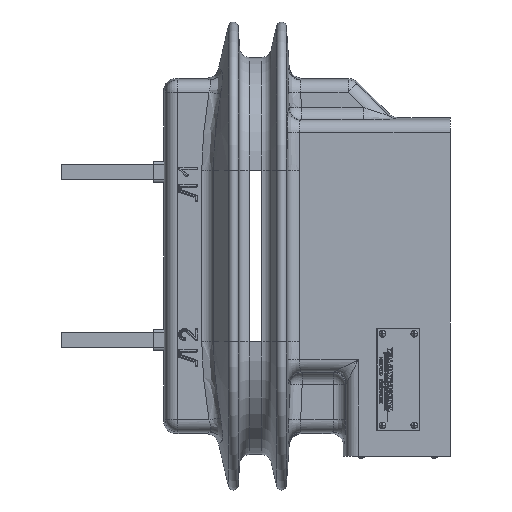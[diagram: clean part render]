
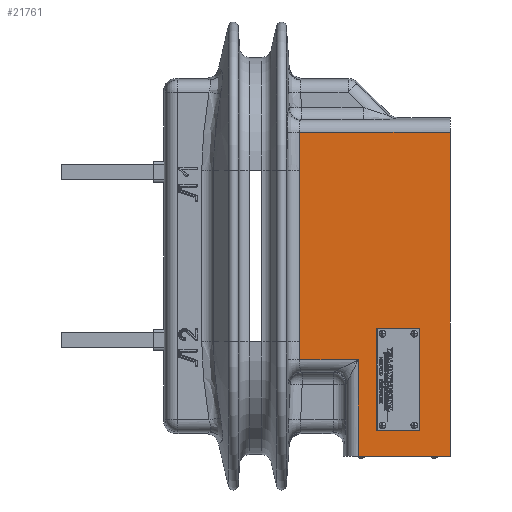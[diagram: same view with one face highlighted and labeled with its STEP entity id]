
A CAD part, left-side view. The second image highlights one B-rep face of the part: STEP entity #21761.
In plain terms, the highlighted planar face has unit normal (-1, 0, 0).
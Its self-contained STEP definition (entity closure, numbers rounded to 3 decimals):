
#1510 = CARTESIAN_POINT ( 'NONE',  ( -92.5, 70.258, -84.814 ) ) ;
#1511 = CARTESIAN_POINT ( 'NONE',  ( -92.5, 70.258, -164.011 ) ) ;
#1843 = CARTESIAN_POINT ( 'NONE',  ( -92.5, -5., -164.011 ) ) ;
#1844 = CARTESIAN_POINT ( 'NONE',  ( -92.5, 118.136, -84.814 ) ) ;
#1845 = CARTESIAN_POINT ( 'NONE',  ( -92.5, 55., -143.12 ) ) ;
#1846 = CARTESIAN_POINT ( 'NONE',  ( -92.5, 20., -143.12 ) ) ;
#1849 = CARTESIAN_POINT ( 'NONE',  ( -92.5, 55., -59.12 ) ) ;
#1851 = CARTESIAN_POINT ( 'NONE',  ( -92.5, 20., -59.12 ) ) ;
#2109 = CARTESIAN_POINT ( 'NONE',  ( -92.5, 118.385, 101.138 ) ) ;
#2110 = CARTESIAN_POINT ( 'NONE',  ( -92.5, -5., 101.138 ) ) ;
#3850 = VERTEX_POINT ( 'NONE', #33454 ) ;
#4616 = VERTEX_POINT ( 'NONE', #34378 ) ;
#11836 = LINE ( 'NONE', #13414, #11837 ) ;
#11837 = VECTOR ( 'NONE', #13416, 1000. ) ;
#12858 = ORIENTED_EDGE ( 'NONE', *, *, #20690, .T. ) ;
#12859 = ORIENTED_EDGE ( 'NONE', *, *, #20807, .T. ) ;
#12860 = ORIENTED_EDGE ( 'NONE', *, *, #20538, .F. ) ;
#12861 = ORIENTED_EDGE ( 'NONE', *, *, #20448, .F. ) ;
#12866 = ORIENTED_EDGE ( 'NONE', *, *, #24570, .T. ) ;
#12867 = ORIENTED_EDGE ( 'NONE', *, *, #20848, .T. ) ;
#12868 = ORIENTED_EDGE ( 'NONE', *, *, #20790, .F. ) ;
#12875 = ORIENTED_EDGE ( 'NONE', *, *, #20851, .F. ) ;
#12876 = ORIENTED_EDGE ( 'NONE', *, *, #20726, .F. ) ;
#12877 = ORIENTED_EDGE ( 'NONE', *, *, #20850, .F. ) ;
#13414 = CARTESIAN_POINT ( 'NONE',  ( -92.5, 70.258, 150. ) ) ;
#13416 = DIRECTION ( 'NONE',  ( 0., 0., -1. ) ) ;
#15545 = ORIENTED_EDGE ( 'NONE', *, *, #20791, .T. ) ;
#20422 = ORIENTED_EDGE ( 'NONE', *, *, #20722, .T. ) ;
#20448 = EDGE_CURVE ( 'NONE', #22764, #22429, #26998, .T. ) ;
#20538 = EDGE_CURVE ( 'NONE', #23031, #22764, #27138, .T. ) ;
#20690 = EDGE_CURVE ( 'NONE', #23030, #3850, #31851, .T. ) ;
#20722 = EDGE_CURVE ( 'NONE', #4616, #22765, #31860, .T. ) ;
#20726 = EDGE_CURVE ( 'NONE', #22772, #22770, #35550, .T. ) ;
#20790 = EDGE_CURVE ( 'NONE', #22770, #22766, #35603, .T. ) ;
#20791 = EDGE_CURVE ( 'NONE', #3850, #4616, #35605, .T. ) ;
#20807 = EDGE_CURVE ( 'NONE', #23031, #23030, #35627, .T. ) ;
#20848 = EDGE_CURVE ( 'NONE', #22765, #22428, #35675, .T. ) ;
#20850 = EDGE_CURVE ( 'NONE', #22767, #22772, #35682, .T. ) ;
#20851 = EDGE_CURVE ( 'NONE', #22766, #22767, #35687, .T. ) ;
#21761 = ADVANCED_FACE ( 'NONE', ( #41987, #41990 ), #46069, .F. ) ;
#22428 = VERTEX_POINT ( 'NONE', #1510 ) ;
#22429 = VERTEX_POINT ( 'NONE', #1511 ) ;
#22764 = VERTEX_POINT ( 'NONE', #1843 ) ;
#22765 = VERTEX_POINT ( 'NONE', #1844 ) ;
#22766 = VERTEX_POINT ( 'NONE', #1845 ) ;
#22767 = VERTEX_POINT ( 'NONE', #1846 ) ;
#22770 = VERTEX_POINT ( 'NONE', #1849 ) ;
#22772 = VERTEX_POINT ( 'NONE', #1851 ) ;
#23030 = VERTEX_POINT ( 'NONE', #2109 ) ;
#23031 = VERTEX_POINT ( 'NONE', #2110 ) ;
#24570 = EDGE_CURVE ( 'NONE', #22428, #22429, #11836, .T. ) ;
#26986 = VECTOR ( 'NONE', #34591, 1000. ) ;
#26998 = LINE ( 'NONE', #34584, #26986 ) ;
#27137 = VECTOR ( 'NONE', #34826, 1000. ) ;
#27138 = LINE ( 'NONE', #34825, #27137 ) ;
#31851 = B_SPLINE_CURVE_WITH_KNOTS ( 'NONE', 3,
 ( #35378, #35385, #35386, #35387 ),
 .UNSPECIFIED., .F., .F.,
 ( 4, 4 ),
 ( 0., 0.031 ),
 .UNSPECIFIED. ) ;
#31860 = B_SPLINE_CURVE_WITH_KNOTS ( 'NONE', 3,
 ( #36628, #36632, #36633, #36634 ),
 .UNSPECIFIED., .F., .F.,
 ( 4, 4 ),
 ( 0., 0.015 ),
 .UNSPECIFIED. ) ;
#33454 = CARTESIAN_POINT ( 'NONE',  ( -92.5, 118.061, 70. ) ) ;
#33964 = EDGE_LOOP ( 'NONE', ( #12867, #12866, #12861, #12860, #12859, #12858, #15545, #20422 ) ) ;
#34378 = CARTESIAN_POINT ( 'NONE',  ( -92.5, 118.061, -70. ) ) ;
#34584 = CARTESIAN_POINT ( 'NONE',  ( -92.5, 80., -164.011 ) ) ;
#34591 = DIRECTION ( 'NONE',  ( 0., 1., 0. ) ) ;
#34825 = CARTESIAN_POINT ( 'NONE',  ( -92.5, -5., 150. ) ) ;
#34826 = DIRECTION ( 'NONE',  ( 0., 0., -1. ) ) ;
#35378 = CARTESIAN_POINT ( 'NONE',  ( -92.5, 118.385, 101.138 ) ) ;
#35385 = CARTESIAN_POINT ( 'NONE',  ( -92.5, 118.174, 90.76 ) ) ;
#35386 = CARTESIAN_POINT ( 'NONE',  ( -92.5, 118.061, 80.38 ) ) ;
#35387 = CARTESIAN_POINT ( 'NONE',  ( -92.5, 118.061, 70. ) ) ;
#35550 = LINE ( 'NONE', #36641, #35551 ) ;
#35551 = VECTOR ( 'NONE', #36642, 1000. ) ;
#35603 = LINE ( 'NONE', #37050, #35604 ) ;
#35604 = VECTOR ( 'NONE', #37051, 1000. ) ;
#35605 = LINE ( 'NONE', #37052, #35606 ) ;
#35606 = VECTOR ( 'NONE', #37053, 1000. ) ;
#35627 = LINE ( 'NONE', #37115, #35628 ) ;
#35628 = VECTOR ( 'NONE', #37116, 1000. ) ;
#35673 = VECTOR ( 'NONE', #37281, 1000. ) ;
#35675 = LINE ( 'NONE', #37280, #35673 ) ;
#35682 = LINE ( 'NONE', #37258, #35685 ) ;
#35685 = VECTOR ( 'NONE', #37285, 1000. ) ;
#35687 = LINE ( 'NONE', #37286, #35688 ) ;
#35688 = VECTOR ( 'NONE', #37287, 1000. ) ;
#36628 = CARTESIAN_POINT ( 'NONE',  ( -92.5, 118.061, -70. ) ) ;
#36632 = CARTESIAN_POINT ( 'NONE',  ( -92.5, 118.061, -74.938 ) ) ;
#36633 = CARTESIAN_POINT ( 'NONE',  ( -92.5, 118.086, -79.876 ) ) ;
#36634 = CARTESIAN_POINT ( 'NONE',  ( -92.5, 118.136, -84.814 ) ) ;
#36641 = CARTESIAN_POINT ( 'NONE',  ( -92.5, 55., -59.12 ) ) ;
#36642 = DIRECTION ( 'NONE',  ( 0., 1., 0. ) ) ;
#37050 = CARTESIAN_POINT ( 'NONE',  ( -92.5, 55., -143.12 ) ) ;
#37051 = DIRECTION ( 'NONE',  ( 0., 0., -1. ) ) ;
#37052 = CARTESIAN_POINT ( 'NONE',  ( -92.5, 118.061, 150. ) ) ;
#37053 = DIRECTION ( 'NONE',  ( 0., 0., -1. ) ) ;
#37115 = CARTESIAN_POINT ( 'NONE',  ( -92.5, 151.774, 101.138 ) ) ;
#37116 = DIRECTION ( 'NONE',  ( 0., 1., 0. ) ) ;
#37258 = CARTESIAN_POINT ( 'NONE',  ( -92.5, 20., -143.12 ) ) ;
#37280 = CARTESIAN_POINT ( 'NONE',  ( -92.5, -5., -84.814 ) ) ;
#37281 = DIRECTION ( 'NONE',  ( 0., -1., 0. ) ) ;
#37285 = DIRECTION ( 'NONE',  ( 0., 0., 1. ) ) ;
#37286 = CARTESIAN_POINT ( 'NONE',  ( -92.5, 55., -143.12 ) ) ;
#37287 = DIRECTION ( 'NONE',  ( 0., -1., 0. ) ) ;
#38433 = AXIS2_PLACEMENT_3D ( 'NONE', #46070, #46075, #46076 ) ;
#41987 = FACE_BOUND ( 'NONE', #44645, .T. ) ;
#41990 = FACE_OUTER_BOUND ( 'NONE', #33964, .T. ) ;
#44645 = EDGE_LOOP ( 'NONE', ( #12877, #12875, #12868, #12876 ) ) ;
#46069 = PLANE ( 'NONE',  #38433 ) ;
#46070 = CARTESIAN_POINT ( 'NONE',  ( -92.5, -5., 150. ) ) ;
#46075 = DIRECTION ( 'NONE',  ( 1., 0., 0. ) ) ;
#46076 = DIRECTION ( 'NONE',  ( 0., 0., -1. ) ) ;
